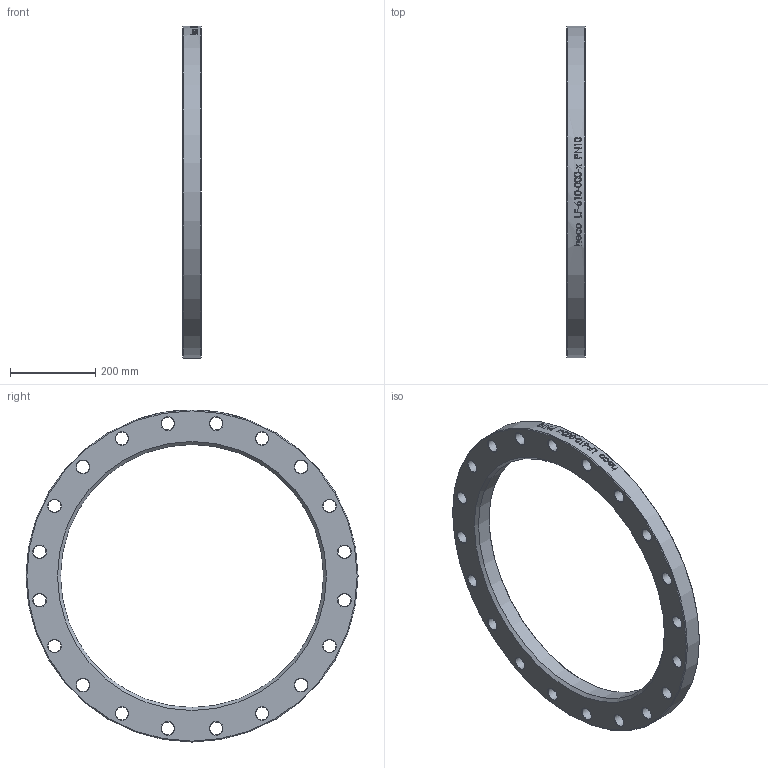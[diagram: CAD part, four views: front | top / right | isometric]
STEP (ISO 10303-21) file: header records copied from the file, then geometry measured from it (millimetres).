
FILE_DESCRIPTION (( 'STEP AP214' ), '1' );
FILE_NAME ('LF-610-000-x Loser Flansch PN10 2101.STEP', '2021-01-20T10:32:41', ( '' ), ( '' ), 'SwSTEP 2.0', 'SolidWorks 2019', '' );
FILE_SCHEMA (( 'AUTOMOTIVE_DESIGN' ));
Length unit declared in the file: millimetre
Products named in the file (1): LF-610-000-x Loser Flansch PN10 2101
Bounding box: 44 x 780 x 780 mm (x, y, z)
Volume: 7123474.2 mm3; surface area: 585453.1 mm2
Topology: 1 solids, 1 shells, 97 faces, 360 edges, 293 vertices
Faces by surface type: cylinder 51, cone 44, plane 2
Full cylindrical faces by diameter (mm): 30 x20, 618 x1, 780 x1
Entity records: 9581 total; most frequent: CARTESIAN_POINT 6587, ORIENTED_EDGE 538, DIRECTION 476, VERTEX_POINT 269, EDGE_CURVE 269, EDGE_LOOP 234, AXIS2_PLACEMENT_3D 223, CIRCLE 125
